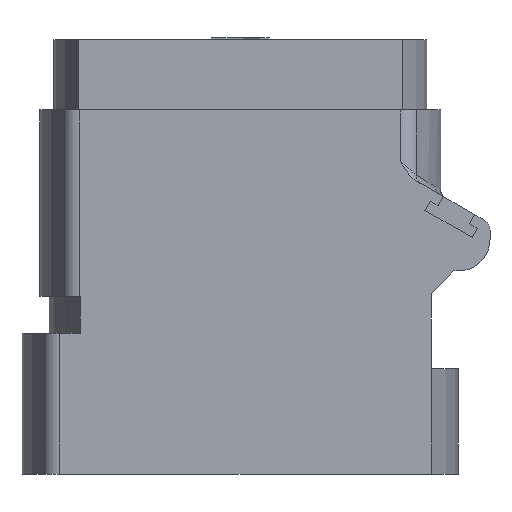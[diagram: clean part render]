
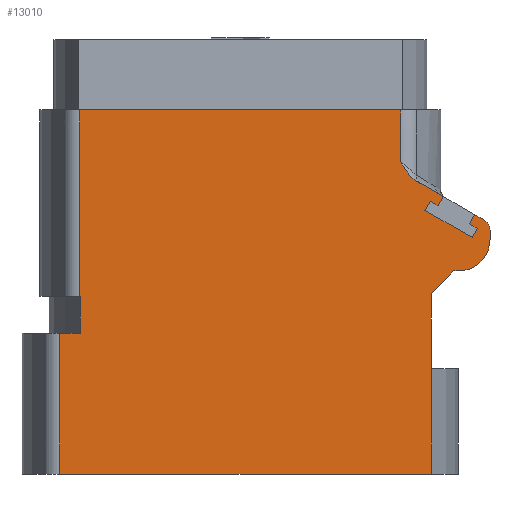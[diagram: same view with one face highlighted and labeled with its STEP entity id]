
A CAD part, front view. The second image highlights one B-rep face of the part: STEP entity #13010.
In plain terms, the highlighted planar face has unit normal (0, -1, 0).
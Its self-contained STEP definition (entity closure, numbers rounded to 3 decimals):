
#928=DIRECTION('',(1.,0.,0.));
#929=VECTOR('',#928,18.238);
#930=CARTESIAN_POINT('',(-9.119,-6.,20.7));
#931=LINE('',#930,#929);
#950=DIRECTION('',(0.,0.,-1.));
#951=VECTOR('',#950,10.6);
#952=CARTESIAN_POINT('',(-9.119,-6.,20.7));
#953=LINE('',#952,#951);
#968=DIRECTION('',(-0.5,0.,-0.866));
#969=VECTOR('',#968,0.6);
#970=CARTESIAN_POINT('',(11.555,-6.,15.777));
#971=LINE('',#970,#969);
#972=DIRECTION('',(-0.866,0.,0.5));
#973=VECTOR('',#972,0.525);
#974=CARTESIAN_POINT('',(11.255,-6.,15.257));
#975=LINE('',#974,#973);
#976=DIRECTION('',(-0.5,0.,-0.866));
#977=VECTOR('',#976,0.6);
#978=CARTESIAN_POINT('',(10.8,-6.,15.52));
#979=LINE('',#978,#977);
#980=DIRECTION('',(0.866,0.,-0.5));
#981=VECTOR('',#980,3.1);
#982=CARTESIAN_POINT('',(10.5,-6.,15.));
#983=LINE('',#982,#981);
#984=DIRECTION('',(0.5,0.,0.866));
#985=VECTOR('',#984,0.6);
#986=CARTESIAN_POINT('',(13.185,-6.,13.45));
#987=LINE('',#986,#985);
#988=DIRECTION('',(-0.866,0.,0.5));
#989=VECTOR('',#988,0.525);
#990=CARTESIAN_POINT('',(13.485,-6.,13.97));
#991=LINE('',#990,#989);
#992=DIRECTION('',(0.5,0.,0.866));
#993=VECTOR('',#992,0.6);
#994=CARTESIAN_POINT('',(13.03,-6.,14.232));
#995=LINE('',#994,#993);
#996=DIRECTION('',(0.866,0.,-0.5));
#997=VECTOR('',#996,0.629);
#998=CARTESIAN_POINT('',(13.33,-6.,14.752));
#999=LINE('',#998,#997);
#1000=CARTESIAN_POINT('',(13.55,-6.,13.874));
#1001=DIRECTION('',(0.,1.,0.));
#1002=DIRECTION('',(0.5,0.,0.866));
#1003=AXIS2_PLACEMENT_3D('',#1000,#1001,#1002);
#1005=CARTESIAN_POINT('',(12.4,-6.,13.352));
#1006=DIRECTION('',(0.,-1.,0.));
#1007=DIRECTION('',(0.,0.,-1.));
#1008=AXIS2_PLACEMENT_3D('',#1005,#1006,#1007);
#1010=DIRECTION('',(-1.,0.,0.));
#1011=VECTOR('',#1010,0.253);
#1012=CARTESIAN_POINT('',(12.4,-6.,11.552));
#1013=LINE('',#1012,#1011);
#1014=DIRECTION('',(0.707,0.,0.707));
#1015=VECTOR('',#1014,1.832);
#1016=CARTESIAN_POINT('',(10.852,-6.,10.257));
#1017=LINE('',#1016,#1015);
#1018=DIRECTION('',(0.,0.,1.));
#1019=VECTOR('',#1018,4.257);
#1020=CARTESIAN_POINT('',(10.852,-6.,6.));
#1021=LINE('',#1020,#1019);
#1022=DIRECTION('',(0.,0.,-1.));
#1023=VECTOR('',#1022,6.);
#1024=CARTESIAN_POINT('',(10.852,-6.,6.));
#1025=LINE('',#1024,#1023);
#1026=DIRECTION('',(0.,0.,1.));
#1027=VECTOR('',#1026,2.1);
#1028=CARTESIAN_POINT('',(-9.1,-6.,8.));
#1029=LINE('',#1028,#1027);
#1030=DIRECTION('',(1.,0.,0.));
#1031=VECTOR('',#1030,0.019);
#1032=CARTESIAN_POINT('',(-9.119,-6.,10.1));
#1033=LINE('',#1032,#1031);
#1046=CARTESIAN_POINT('',(9.119,-6.,17.76));
#1048=DIRECTION('',(0.,0.,1.));
#1049=VECTOR('',#1048,2.94);
#1050=CARTESIAN_POINT('',(9.119,-6.,17.76));
#1051=LINE('',#1050,#1049);
#1066=CARTESIAN_POINT('',(9.987,-6.,16.682));
#1067=CARTESIAN_POINT('',(9.957,-6.,16.699));
#1068=CARTESIAN_POINT('',(9.896,-6.,16.739));
#1069=CARTESIAN_POINT('',(9.797,-6.,16.816));
#1070=CARTESIAN_POINT('',(9.694,-6.,16.914));
#1071=CARTESIAN_POINT('',(9.588,-6.,17.035));
#1072=CARTESIAN_POINT('',(9.477,-6.,17.179));
#1073=CARTESIAN_POINT('',(9.363,-6.,17.349));
#1074=CARTESIAN_POINT('',(9.245,-6.,17.543));
#1075=CARTESIAN_POINT('',(9.162,-6.,17.686));
#1076=CARTESIAN_POINT('',(9.119,-6.,17.76));
#1337=DIRECTION('',(-1.,0.,0.));
#1338=VECTOR('',#1337,1.145);
#1339=CARTESIAN_POINT('',(-9.1,-6.,8.));
#1340=LINE('',#1339,#1338);
#1341=DIRECTION('',(0.,0.,-1.));
#1342=VECTOR('',#1341,8.);
#1343=CARTESIAN_POINT('',(-10.245,-6.,8.));
#1344=LINE('',#1343,#1342);
#1359=DIRECTION('',(1.,0.,0.));
#1360=VECTOR('',#1359,21.097);
#1361=CARTESIAN_POINT('',(-10.245,-6.,0.));
#1362=LINE('',#1361,#1360);
#1402=DIRECTION('',(0.,0.,1.));
#1403=VECTOR('',#1402,0.522);
#1404=CARTESIAN_POINT('',(14.2,-6.,13.352));
#1405=LINE('',#1404,#1403);
#1594=CARTESIAN_POINT('',(9.987,-6.,16.682));
#1607=DIRECTION('',(-0.866,0.,0.5));
#1608=VECTOR('',#1607,1.81);
#1609=CARTESIAN_POINT('',(11.555,-6.,15.777));
#1610=LINE('',#1609,#1608);
#9704=CARTESIAN_POINT('',(10.852,-6.,0.));
#9706=VERTEX_POINT('',#9704);
#9717=CARTESIAN_POINT('',(11.255,-6.,15.257));
#9718=CARTESIAN_POINT('',(10.8,-6.,15.52));
#9719=VERTEX_POINT('',#9717);
#9720=VERTEX_POINT('',#9718);
#9721=CARTESIAN_POINT('',(10.5,-6.,15.));
#9722=VERTEX_POINT('',#9721);
#9723=CARTESIAN_POINT('',(13.185,-6.,13.45));
#9724=VERTEX_POINT('',#9723);
#9725=CARTESIAN_POINT('',(13.485,-6.,13.97));
#9726=VERTEX_POINT('',#9725);
#9729=CARTESIAN_POINT('',(13.03,-6.,14.232));
#9730=VERTEX_POINT('',#9729);
#9756=CARTESIAN_POINT('',(13.33,-6.,14.752));
#9758=VERTEX_POINT('',#9756);
#9763=CARTESIAN_POINT('',(11.555,-6.,15.777));
#9764=VERTEX_POINT('',#9763);
#9771=CARTESIAN_POINT('',(9.119,-6.,20.7));
#9773=VERTEX_POINT('',#9771);
#9777=CARTESIAN_POINT('',(13.875,-6.,14.437));
#9778=VERTEX_POINT('',#9777);
#9779=CARTESIAN_POINT('',(-9.1,-6.,8.));
#9780=CARTESIAN_POINT('',(-9.1,-6.,10.1));
#9781=VERTEX_POINT('',#9779);
#9782=VERTEX_POINT('',#9780);
#9787=CARTESIAN_POINT('',(-9.119,-6.,20.7));
#9788=CARTESIAN_POINT('',(-9.119,-6.,10.1));
#9789=VERTEX_POINT('',#9787);
#9790=VERTEX_POINT('',#9788);
#9795=CARTESIAN_POINT('',(-10.245,-6.,8.));
#9796=CARTESIAN_POINT('',(-10.245,-6.,0.));
#9797=VERTEX_POINT('',#9795);
#9798=VERTEX_POINT('',#9796);
#9909=CARTESIAN_POINT('',(14.2,-6.,13.874));
#9910=VERTEX_POINT('',#9909);
#9911=CARTESIAN_POINT('',(10.852,-6.,6.));
#9913=VERTEX_POINT('',#9911);
#9916=CARTESIAN_POINT('',(10.852,-6.,10.257));
#9918=VERTEX_POINT('',#9916);
#9921=CARTESIAN_POINT('',(12.147,-6.,11.552));
#9922=VERTEX_POINT('',#9921);
#9927=CARTESIAN_POINT('',(12.4,-6.,11.552));
#9928=VERTEX_POINT('',#9927);
#9929=CARTESIAN_POINT('',(14.2,-6.,13.352));
#9930=VERTEX_POINT('',#9929);
#9932=VERTEX_POINT('',#1046);
#9934=VERTEX_POINT('',#1594);
#12955=CARTESIAN_POINT('',(-10.852,-6.,0.));
#12956=DIRECTION('',(0.,-1.,0.));
#12957=DIRECTION('',(1.,0.,0.));
#12958=AXIS2_PLACEMENT_3D('',#12955,#12956,#12957);
#12959=PLANE('',#12958);
#12961=ORIENTED_EDGE('',*,*,#12960,.F.);
#12963=ORIENTED_EDGE('',*,*,#12962,.F.);
#12965=ORIENTED_EDGE('',*,*,#12964,.F.);
#12967=ORIENTED_EDGE('',*,*,#12966,.T.);
#12969=ORIENTED_EDGE('',*,*,#12968,.T.);
#12971=ORIENTED_EDGE('',*,*,#12970,.T.);
#12973=ORIENTED_EDGE('',*,*,#12972,.T.);
#12975=ORIENTED_EDGE('',*,*,#12974,.T.);
#12977=ORIENTED_EDGE('',*,*,#12976,.T.);
#12979=ORIENTED_EDGE('',*,*,#12978,.T.);
#12981=ORIENTED_EDGE('',*,*,#12980,.T.);
#12983=ORIENTED_EDGE('',*,*,#12982,.T.);
#12985=ORIENTED_EDGE('',*,*,#12984,.F.);
#12987=ORIENTED_EDGE('',*,*,#12986,.F.);
#12989=ORIENTED_EDGE('',*,*,#12988,.T.);
#12991=ORIENTED_EDGE('',*,*,#12990,.F.);
#12993=ORIENTED_EDGE('',*,*,#12992,.F.);
#12995=ORIENTED_EDGE('',*,*,#12994,.T.);
#12997=ORIENTED_EDGE('',*,*,#12996,.F.);
#12999=ORIENTED_EDGE('',*,*,#12998,.F.);
#13001=ORIENTED_EDGE('',*,*,#13000,.F.);
#13003=ORIENTED_EDGE('',*,*,#13002,.T.);
#13005=ORIENTED_EDGE('',*,*,#13004,.F.);
#13006=ORIENTED_EDGE('',*,*,#12945,.F.);
#13007=ORIENTED_EDGE('',*,*,#12926,.T.);
#13008=EDGE_LOOP('',(#12961,#12963,#12965,#12967,#12969,#12971,#12973,#12975,
#12977,#12979,#12981,#12983,#12985,#12987,#12989,#12991,#12993,#12995,#12997,
#12999,#13001,#13003,#13005,#13006,#13007));
#13009=FACE_OUTER_BOUND('',#13008,.F.);
#13010=ADVANCED_FACE('',(#13009),#12959,.T.);
#1004=CIRCLE('',#1003,0.65);
#1009=CIRCLE('',#1008,1.8);
#1077=B_SPLINE_CURVE_WITH_KNOTS('',3,(#1066,#1067,#1068,#1069,#1070,#1071,#1072,
#1073,#1074,#1075,#1076),.UNSPECIFIED.,.F.,.F.,(4,1,1,1,1,1,1,1,4),(0.,
0.125,0.25,0.375,0.5,0.625,0.75,0.875,1.),.UNSPECIFIED.);
#12926=EDGE_CURVE('',#9789,#9773,#931,.T.);
#12945=EDGE_CURVE('',#9789,#9790,#953,.T.);
#12960=EDGE_CURVE('',#9932,#9773,#1051,.T.);
#12962=EDGE_CURVE('',#9934,#9932,#1077,.T.);
#12964=EDGE_CURVE('',#9764,#9934,#1610,.T.);
#12966=EDGE_CURVE('',#9764,#9719,#971,.T.);
#12968=EDGE_CURVE('',#9719,#9720,#975,.T.);
#12970=EDGE_CURVE('',#9720,#9722,#979,.T.);
#12972=EDGE_CURVE('',#9722,#9724,#983,.T.);
#12974=EDGE_CURVE('',#9724,#9726,#987,.T.);
#12976=EDGE_CURVE('',#9726,#9730,#991,.T.);
#12978=EDGE_CURVE('',#9730,#9758,#995,.T.);
#12980=EDGE_CURVE('',#9758,#9778,#999,.T.);
#12982=EDGE_CURVE('',#9778,#9910,#1004,.T.);
#12984=EDGE_CURVE('',#9930,#9910,#1405,.T.);
#12986=EDGE_CURVE('',#9928,#9930,#1009,.T.);
#12988=EDGE_CURVE('',#9928,#9922,#1013,.T.);
#12990=EDGE_CURVE('',#9918,#9922,#1017,.T.);
#12992=EDGE_CURVE('',#9913,#9918,#1021,.T.);
#12994=EDGE_CURVE('',#9913,#9706,#1025,.T.);
#12996=EDGE_CURVE('',#9798,#9706,#1362,.T.);
#12998=EDGE_CURVE('',#9797,#9798,#1344,.T.);
#13000=EDGE_CURVE('',#9781,#9797,#1340,.T.);
#13002=EDGE_CURVE('',#9781,#9782,#1029,.T.);
#13004=EDGE_CURVE('',#9790,#9782,#1033,.T.);
